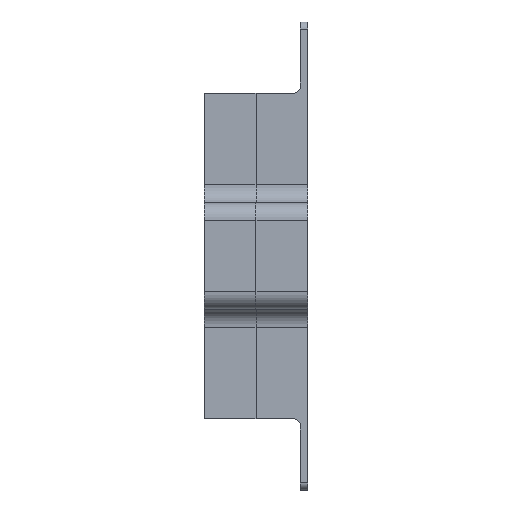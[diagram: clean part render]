
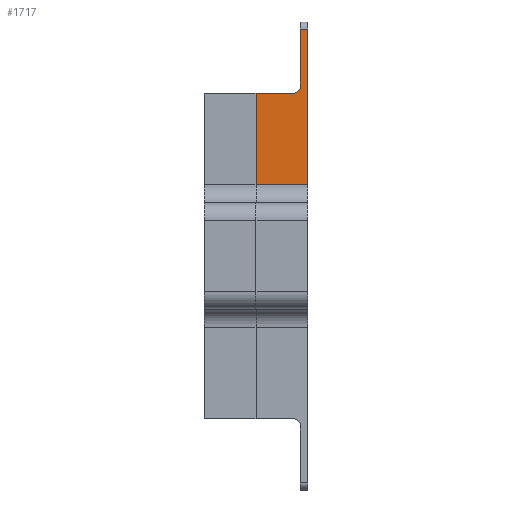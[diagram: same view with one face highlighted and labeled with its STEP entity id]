
A CAD part, left-side view. The second image highlights one B-rep face of the part: STEP entity #1717.
In plain terms, the highlighted planar face has unit normal (-1, 0, 0).
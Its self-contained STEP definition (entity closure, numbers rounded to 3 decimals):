
#81=PLANE('',#1885);
#155=FACE_OUTER_BOUND('',#265,.T.);
#265=EDGE_LOOP('',(#1420,#1421,#1422,#1423,#1424,#1425,#1426));
#388=LINE('',#2706,#543);
#396=LINE('',#2729,#551);
#425=LINE('',#2825,#580);
#426=LINE('',#2827,#581);
#427=LINE('',#2829,#582);
#428=LINE('',#2831,#583);
#543=VECTOR('',#2181,10.);
#551=VECTOR('',#2199,10.);
#580=VECTOR('',#2298,10.);
#581=VECTOR('',#2299,10.);
#582=VECTOR('',#2300,10.);
#583=VECTOR('',#2301,10.);
#685=CIRCLE('',#1886,2.);
#791=VERTEX_POINT('',#2703);
#792=VERTEX_POINT('',#2705);
#802=VERTEX_POINT('',#2727);
#834=VERTEX_POINT('',#2824);
#835=VERTEX_POINT('',#2826);
#836=VERTEX_POINT('',#2828);
#837=VERTEX_POINT('',#2830);
#987=EDGE_CURVE('',#792,#791,#388,.F.);
#999=EDGE_CURVE('',#791,#802,#396,.T.);
#1045=EDGE_CURVE('',#834,#802,#425,.T.);
#1046=EDGE_CURVE('',#834,#835,#426,.F.);
#1047=EDGE_CURVE('',#836,#835,#427,.T.);
#1048=EDGE_CURVE('',#837,#836,#428,.T.);
#1049=EDGE_CURVE('',#792,#837,#685,.T.);
#1420=ORIENTED_EDGE('',*,*,#999,.T.);
#1421=ORIENTED_EDGE('',*,*,#1045,.F.);
#1422=ORIENTED_EDGE('',*,*,#1046,.T.);
#1423=ORIENTED_EDGE('',*,*,#1047,.F.);
#1424=ORIENTED_EDGE('',*,*,#1048,.F.);
#1425=ORIENTED_EDGE('',*,*,#1049,.F.);
#1426=ORIENTED_EDGE('',*,*,#987,.T.);
#1717=ADVANCED_FACE('',(#155),#81,.T.);
#1885=AXIS2_PLACEMENT_3D('',#2823,#2296,#2297);
#1886=AXIS2_PLACEMENT_3D('',#2832,#2302,#2303);
#2181=DIRECTION('',(0.,-1.,0.));
#2199=DIRECTION('',(0.,0.,-1.));
#2296=DIRECTION('center_axis',(-1.,0.,0.));
#2297=DIRECTION('ref_axis',(0.,0.,1.));
#2298=DIRECTION('',(0.,1.,0.));
#2299=DIRECTION('',(0.,0.,-1.));
#2300=DIRECTION('',(0.,-1.,0.));
#2301=DIRECTION('',(0.,0.,1.));
#2302=DIRECTION('center_axis',(-1.,0.,0.));
#2303=DIRECTION('ref_axis',(0.,-0.707,-0.707));
#2703=CARTESIAN_POINT('',(-2.,12.5,2.));
#2705=CARTESIAN_POINT('',(-2.,2.,2.));
#2706=CARTESIAN_POINT('',(-2.,0.,2.));
#2727=CARTESIAN_POINT('',(-2.,12.5,-23.75));
#2729=CARTESIAN_POINT('',(-2.,12.5,-65.625));
#2823=CARTESIAN_POINT('Origin',(-2.,0.,-87.5));
#2824=CARTESIAN_POINT('',(-2.,-2.,-23.75));
#2825=CARTESIAN_POINT('',(-2.,-1.,-23.75));
#2826=CARTESIAN_POINT('',(-2.,-2.,20.));
#2827=CARTESIAN_POINT('',(-2.,-2.,-65.625));
#2828=CARTESIAN_POINT('',(-2.,0.,20.));
#2829=CARTESIAN_POINT('',(-2.,-0.5,20.));
#2830=CARTESIAN_POINT('',(-2.,0.,4.));
#2831=CARTESIAN_POINT('',(-2.,0.,2.));
#2832=CARTESIAN_POINT('Origin',(-2.,2.,4.));
